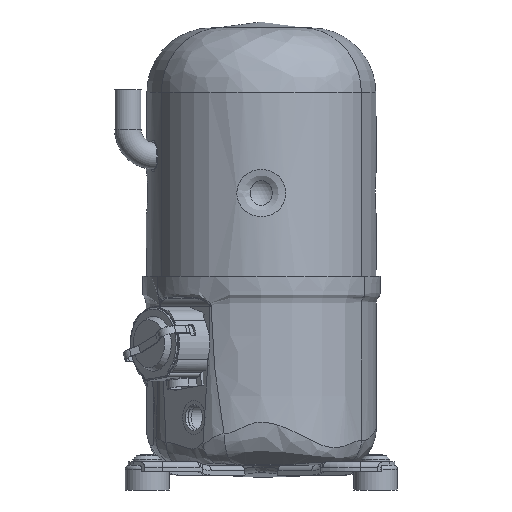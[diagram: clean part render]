
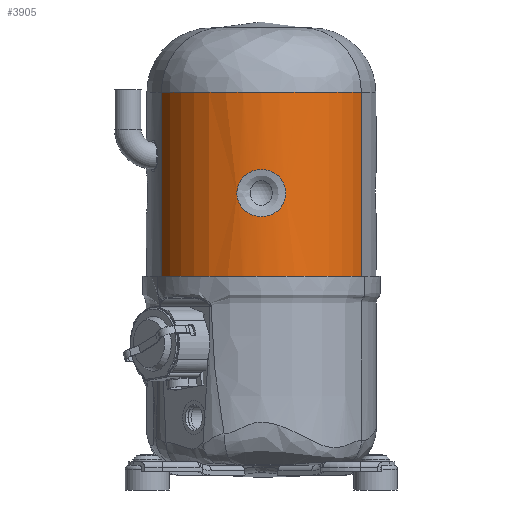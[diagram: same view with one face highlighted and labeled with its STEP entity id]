
A CAD part, front view. The second image highlights one B-rep face of the part: STEP entity #3905.
In plain terms, the highlighted cylindrical face has radius 90.3 mm (diameter 180.6 mm), a partial arc.
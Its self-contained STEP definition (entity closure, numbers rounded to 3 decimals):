
#661=LINE('',#40166,#1328);
#662=LINE('',#40203,#1329);
#1328=VECTOR('',#18548,1.);
#1329=VECTOR('',#18555,1.);
#2634=B_SPLINE_CURVE_WITH_KNOTS('',3,(#40172,#40173,#40174,#40175,#40176,
#40177,#40178,#40179,#40180,#40181,#40182,#40183,#40184,#40185,#40186,#40187,
#40188,#40189,#40190,#40191,#40192,#40193,#40194,#40195,#40196,#40197,#40198,
#40199,#40200,#40201),.UNSPECIFIED.,.T.,.F.,(2,2,2,2,2,2,2,2,2,2,2,2,2,2,
2,2,2),(-0.062,0.,0.063,0.125,0.25,
0.313,0.375,0.438,0.5,
0.563,0.625,0.75,0.813,
0.875,0.938,1.,1.063),.UNSPECIFIED.);
#3098=CYLINDRICAL_SURFACE('',#15224,90.3);
#3905=ADVANCED_FACE('',(#4923,#4924),#3098,.T.);
#4923=FACE_BOUND('',#6085,.T.);
#4924=FACE_BOUND('',#6086,.T.);
#6085=EDGE_LOOP('',(#9365));
#6086=EDGE_LOOP('',(#9366,#9367,#9368,#9369));
#9365=ORIENTED_EDGE('',*,*,#12863,.T.);
#9366=ORIENTED_EDGE('',*,*,#12864,.F.);
#9367=ORIENTED_EDGE('',*,*,#12865,.T.);
#9368=ORIENTED_EDGE('',*,*,#12860,.T.);
#9369=ORIENTED_EDGE('',*,*,#12866,.T.);
#11093=VERTEX_POINT('',#40167);
#11094=VERTEX_POINT('',#40168);
#11095=VERTEX_POINT('',#40202);
#11096=VERTEX_POINT('',#40204);
#11097=VERTEX_POINT('',#40205);
#12860=EDGE_CURVE('',#11093,#11094,#661,.T.);
#12863=EDGE_CURVE('',#11095,#11095,#2634,.T.);
#12864=EDGE_CURVE('',#11096,#11097,#662,.T.);
#12865=EDGE_CURVE('',#11096,#11093,#13821,.T.);
#12866=EDGE_CURVE('',#11094,#11097,#13822,.T.);
#13821=CIRCLE('',#15222,90.3);
#13822=CIRCLE('',#15223,90.3);
#15222=AXIS2_PLACEMENT_3D('',#40206,#18556,#18557);
#15223=AXIS2_PLACEMENT_3D('',#40207,#18558,#18559);
#15224=AXIS2_PLACEMENT_3D('',#40208,#18560,#18561);
#18548=DIRECTION('',(0.,0.,-1.));
#18555=DIRECTION('',(0.,0.,-1.));
#18556=DIRECTION('',(0.,0.,-1.));
#18557=DIRECTION('',(0.,-1.,0.));
#18558=DIRECTION('',(0.,0.,1.));
#18559=DIRECTION('',(0.,-1.,0.));
#18560=DIRECTION('',(0.,0.,-1.));
#18561=DIRECTION('',(0.,1.,0.));
#40166=CARTESIAN_POINT('',(-83.446,-63.209,211.2));
#40167=CARTESIAN_POINT('',(-83.446,-63.209,153.2));
#40168=CARTESIAN_POINT('',(-83.446,-63.209,-14.8));
#40172=CARTESIAN_POINT('',(-20.413,-116.663,66.541));
#40173=CARTESIAN_POINT('',(-20.413,-116.663,71.859));
#40174=CARTESIAN_POINT('',(-19.859,-116.796,74.467));
#40175=CARTESIAN_POINT('',(-17.759,-117.243,79.273));
#40176=CARTESIAN_POINT('',(-16.209,-117.554,81.454));
#40177=CARTESIAN_POINT('',(-10.523,-118.467,86.814));
#40178=CARTESIAN_POINT('',(-5.263,-119.,88.83));
#40179=CARTESIAN_POINT('',(2.625,-119.,88.832));
#40180=CARTESIAN_POINT('',(5.248,-118.881,88.349));
#40181=CARTESIAN_POINT('',(10.157,-118.461,86.445));
#40182=CARTESIAN_POINT('',(12.392,-118.167,85.052));
#40183=CARTESIAN_POINT('',(16.23,-117.551,81.435));
#40184=CARTESIAN_POINT('',(17.756,-117.244,79.28));
#40185=CARTESIAN_POINT('',(19.86,-116.796,74.466));
#40186=CARTESIAN_POINT('',(20.411,-116.663,71.836));
#40187=CARTESIAN_POINT('',(20.415,-116.662,66.59));
#40188=CARTESIAN_POINT('',(19.862,-116.795,63.947));
#40189=CARTESIAN_POINT('',(17.774,-117.24,59.153));
#40190=CARTESIAN_POINT('',(16.232,-117.55,56.97));
#40191=CARTESIAN_POINT('',(10.515,-118.469,51.572));
#40192=CARTESIAN_POINT('',(5.27,-119.,49.569));
#40193=CARTESIAN_POINT('',(-2.635,-119.,49.569));
#40194=CARTESIAN_POINT('',(-5.267,-118.879,50.058));
#40195=CARTESIAN_POINT('',(-10.145,-118.462,51.951));
#40196=CARTESIAN_POINT('',(-12.415,-118.163,53.371));
#40197=CARTESIAN_POINT('',(-16.201,-117.555,56.937));
#40198=CARTESIAN_POINT('',(-17.756,-117.243,59.126));
#40199=CARTESIAN_POINT('',(-19.849,-116.798,63.904));
#40200=CARTESIAN_POINT('',(-20.413,-116.663,66.541));
#40201=CARTESIAN_POINT('',(-20.413,-116.663,71.859));
#40202=CARTESIAN_POINT('',(-20.413,-116.663,69.2));
#40203=CARTESIAN_POINT('',(83.446,-63.209,211.2));
#40204=CARTESIAN_POINT('',(83.446,-63.209,153.2));
#40205=CARTESIAN_POINT('',(83.446,-63.209,-14.8));
#40206=CARTESIAN_POINT('',(0.,-28.7,153.2));
#40207=CARTESIAN_POINT('',(0.,-28.7,-14.8));
#40208=CARTESIAN_POINT('',(0.,-28.7,211.2));
